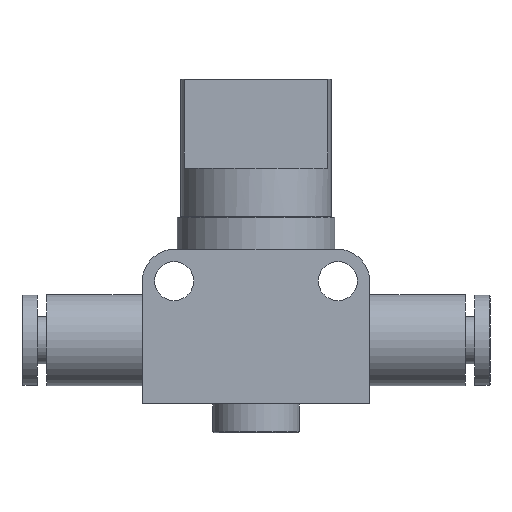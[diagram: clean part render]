
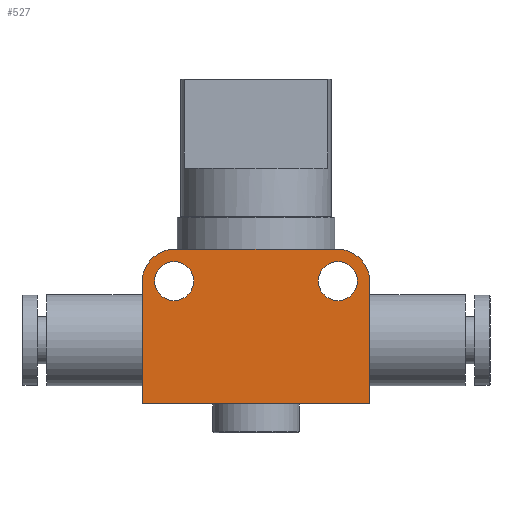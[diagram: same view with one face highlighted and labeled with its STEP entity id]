
A CAD part, front view. The second image highlights one B-rep face of the part: STEP entity #527.
In plain terms, the highlighted planar face has unit normal (0, -1, 0).
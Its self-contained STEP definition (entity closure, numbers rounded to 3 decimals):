
#40=LINE('',#845,#62);
#44=LINE('',#856,#66);
#49=LINE('',#868,#71);
#51=LINE('',#873,#73);
#62=VECTOR('',#665,1000.);
#66=VECTOR('',#673,1000.);
#71=VECTOR('',#682,1000.);
#73=VECTOR('',#686,1000.);
#113=ORIENTED_EDGE('',*,*,#227,.T.);
#114=ORIENTED_EDGE('',*,*,#228,.T.);
#115=ORIENTED_EDGE('',*,*,#219,.T.);
#116=ORIENTED_EDGE('',*,*,#229,.T.);
#117=ORIENTED_EDGE('',*,*,#206,.T.);
#118=ORIENTED_EDGE('',*,*,#211,.T.);
#119=ORIENTED_EDGE('',*,*,#217,.T.);
#120=ORIENTED_EDGE('',*,*,#230,.T.);
#206=EDGE_CURVE('',#266,#267,#40,.T.);
#211=EDGE_CURVE('',#267,#271,#44,.T.);
#217=EDGE_CURVE('',#271,#275,#49,.T.);
#219=EDGE_CURVE('',#278,#277,#51,.T.);
#227=EDGE_CURVE('',#283,#283,#322,.T.);
#228=EDGE_CURVE('',#284,#284,#323,.T.);
#229=EDGE_CURVE('',#277,#266,#324,.T.);
#230=EDGE_CURVE('',#275,#278,#325,.T.);
#266=VERTEX_POINT('',#846);
#267=VERTEX_POINT('',#847);
#271=VERTEX_POINT('',#857);
#275=VERTEX_POINT('',#867);
#277=VERTEX_POINT('',#872);
#278=VERTEX_POINT('',#874);
#283=VERTEX_POINT('',#889);
#284=VERTEX_POINT('',#891);
#322=CIRCLE('',#591,2.15);
#323=CIRCLE('',#592,2.15);
#324=CIRCLE('',#593,3.6);
#325=CIRCLE('',#594,3.6);
#363=EDGE_LOOP('',(#113));
#364=EDGE_LOOP('',(#114));
#365=EDGE_LOOP('',(#115,#116,#117,#118,#119,#120));
#437=FACE_BOUND('',#363,.T.);
#438=FACE_BOUND('',#364,.T.);
#439=FACE_BOUND('',#365,.T.);
#505=PLANE('',#590);
#527=ADVANCED_FACE('',(#437,#438,#439),#505,.T.);
#590=AXIS2_PLACEMENT_3D('',#887,#701,#702);
#591=AXIS2_PLACEMENT_3D('',#888,#703,#704);
#592=AXIS2_PLACEMENT_3D('',#890,#705,#706);
#593=AXIS2_PLACEMENT_3D('',#892,#707,#708);
#594=AXIS2_PLACEMENT_3D('',#893,#709,#710);
#665=DIRECTION('',(0.,0.,-1.));
#673=DIRECTION('',(1.,0.,0.));
#682=DIRECTION('',(0.,0.,1.));
#686=DIRECTION('',(-1.,0.,0.));
#701=DIRECTION('',(0.,-1.,0.));
#702=DIRECTION('',(0.,0.,-1.));
#703=DIRECTION('',(0.,1.,0.));
#704=DIRECTION('',(1.,0.,0.));
#705=DIRECTION('',(0.,1.,0.));
#706=DIRECTION('',(1.,0.,0.));
#707=DIRECTION('',(0.,-1.,0.));
#708=DIRECTION('',(0.,0.,-1.));
#709=DIRECTION('',(0.,-1.,0.));
#710=DIRECTION('',(0.,0.,-1.));
#845=CARTESIAN_POINT('',(-12.5,0.,8.5));
#846=CARTESIAN_POINT('',(-12.5,0.,4.9));
#847=CARTESIAN_POINT('',(-12.5,0.,-8.5));
#856=CARTESIAN_POINT('',(-12.5,0.,-8.5));
#857=CARTESIAN_POINT('',(12.5,0.,-8.5));
#867=CARTESIAN_POINT('',(12.5,0.,4.9));
#868=CARTESIAN_POINT('',(12.5,0.,-8.5));
#872=CARTESIAN_POINT('',(-8.9,0.,8.5));
#873=CARTESIAN_POINT('',(12.5,0.,8.5));
#874=CARTESIAN_POINT('',(8.9,0.,8.5));
#887=CARTESIAN_POINT('',(0.,0.,0.));
#888=CARTESIAN_POINT('',(-9.,0.,5.));
#889=CARTESIAN_POINT('',(-6.85,0.,5.));
#890=CARTESIAN_POINT('',(9.,0.,5.));
#891=CARTESIAN_POINT('',(11.15,0.,5.));
#892=CARTESIAN_POINT('',(-8.9,0.,4.9));
#893=CARTESIAN_POINT('',(8.9,0.,4.9));
